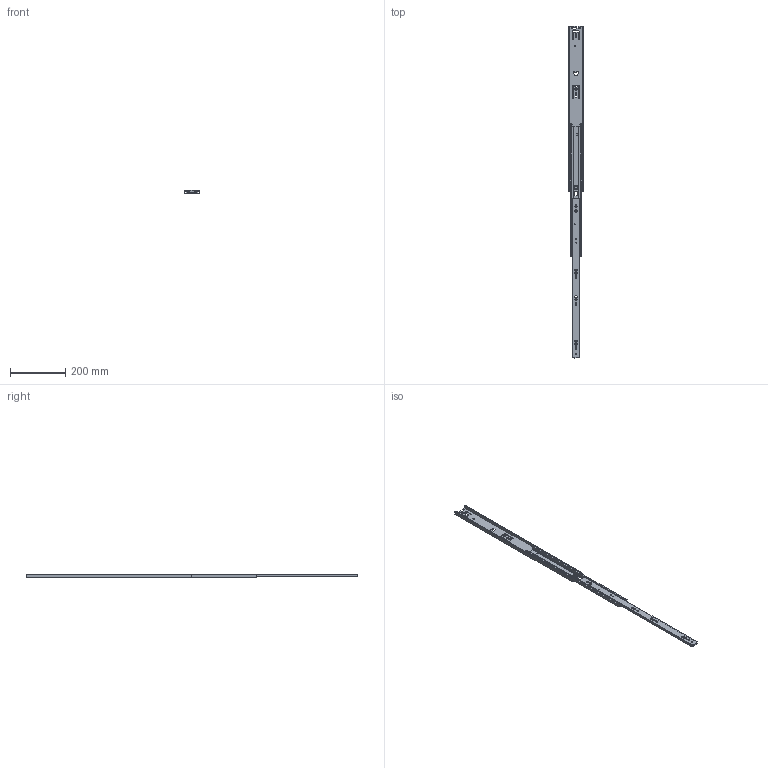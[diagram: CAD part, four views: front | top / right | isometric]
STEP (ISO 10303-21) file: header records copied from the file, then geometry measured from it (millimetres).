
FILE_DESCRIPTION (( 'STEP AP214' ), '1' );
FILE_NAME ('TSS5413SC-600.STEP', '2022-11-17T12:25:43', ( '' ), ( '' ), 'SwSTEP 2.0', 'SolidWorks 2021', '' );
FILE_SCHEMA (( 'AUTOMOTIVE_DESIGN' ));
Length unit declared in the file: millimetre
Products named in the file (5): DEFAULT.igs; TSS5413SC-600; DEFAULT-0.igs; TSS5413SC-600.igs; DEFAULT-1.igs
Assembly tree (4 placements, depth 3):
  TSS5413SC-600
    TSS5413SC-600.igs
      DEFAULT.igs
      DEFAULT-0.igs
      DEFAULT-1.igs
Bounding box: 54.7 x 1197 x 12.6 mm (x, y, z)
Volume: 202323.3 mm3; surface area: 191215.9 mm2
Topology: 3 solids, 3 shells, 483 faces, 1431 edges, 952 vertices
Faces by surface type: bspline 483
Entity records: 22511 total; most frequent: CARTESIAN_POINT 14006, ORIENTED_EDGE 2862, EDGE_CURVE 1431, B_SPLINE_CURVE_WITH_KNOTS 1214, VERTEX_POINT 952, EDGE_LOOP 567, FACE_OUTER_BOUND 483, ADVANCED_FACE 483
